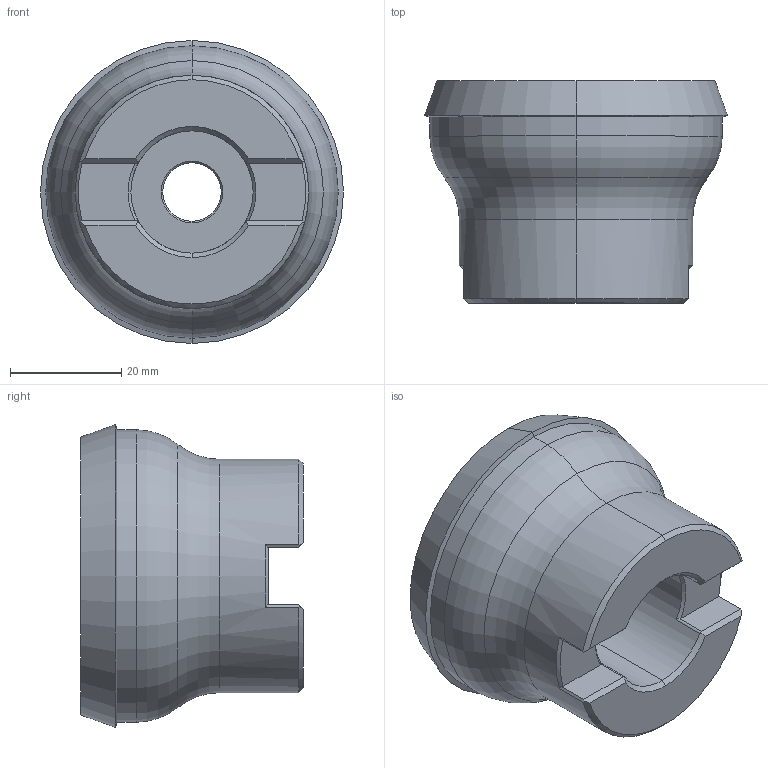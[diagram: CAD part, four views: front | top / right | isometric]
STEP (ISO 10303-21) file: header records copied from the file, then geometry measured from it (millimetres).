
FILE_DESCRIPTION (( 'STEP AP214' ), '1' );
FILE_NAME ('770M W D50-5.STEP', '2021-02-16T10:58:51', ( '' ), ( '' ), 'SwSTEP 2.0', 'SolidWorks 2016', '' );
FILE_SCHEMA (( 'AUTOMOTIVE_DESIGN' ));
Length unit declared in the file: millimetre
Products named in the file (1): 770M W D50-5
Bounding box: 54.51 x 40 x 54.51 mm (x, y, z)
Volume: 52826.5 mm3; surface area: 11550 mm2
Topology: 1 solids, 1 shells, 61 faces, 152 edges, 94 vertices
Faces by surface type: cone 22, plane 19, cylinder 14, torus 6
Entity records: 1888 total; most frequent: CARTESIAN_POINT 424, ORIENTED_EDGE 304, DIRECTION 300, EDGE_CURVE 152, AXIS2_PLACEMENT_3D 122, VERTEX_POINT 94, EDGE_LOOP 64, ADVANCED_FACE 61
